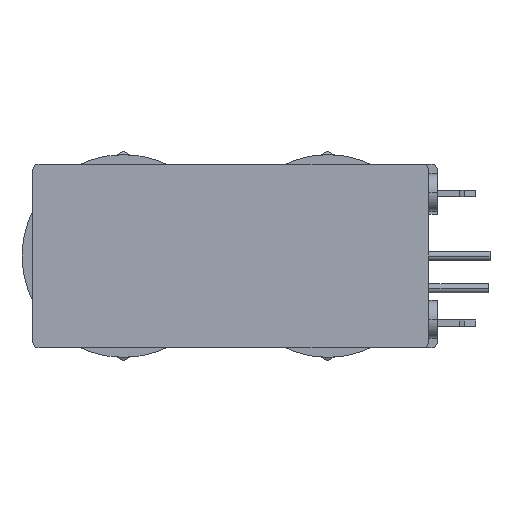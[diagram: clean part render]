
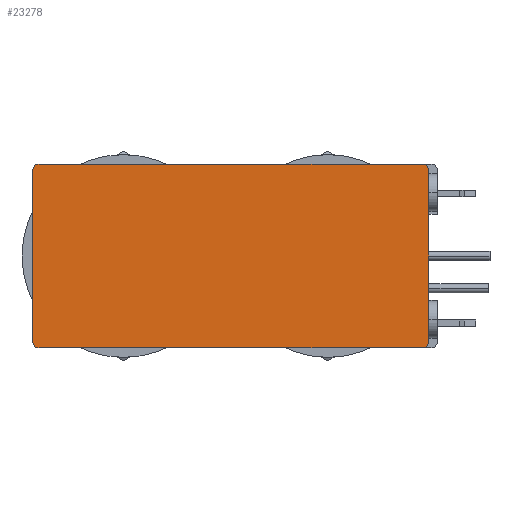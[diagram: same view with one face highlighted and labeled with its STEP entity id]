
A CAD part, left-side view. The second image highlights one B-rep face of the part: STEP entity #23278.
In plain terms, the highlighted planar face has unit normal (-1, 0, 0).
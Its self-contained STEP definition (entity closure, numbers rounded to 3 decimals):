
#5663=DIRECTION('',(0.,-1.,0.));
#5664=VECTOR('',#5663,2.438);
#5665=CARTESIAN_POINT('',(-0.635,-12.56,7.2));
#5666=LINE('',#5665,#5664);
#5667=CARTESIAN_POINT('',(-0.635,-14.999,6.692));
#5668=DIRECTION('',(1.,0.,0.));
#5669=DIRECTION('',(0.,0.,1.));
#5670=AXIS2_PLACEMENT_3D('',#5667,#5668,#5669);
#5672=DIRECTION('',(0.,0.,-1.));
#5673=VECTOR('',#5672,13.383);
#5674=CARTESIAN_POINT('',(-0.635,-15.507,6.692));
#5675=LINE('',#5674,#5673);
#5676=CARTESIAN_POINT('',(-0.635,-14.999,-6.692));
#5677=DIRECTION('',(1.,0.,0.));
#5678=DIRECTION('',(0.,-1.,0.));
#5679=AXIS2_PLACEMENT_3D('',#5676,#5677,#5678);
#5681=CARTESIAN_POINT('',(-0.635,14.999,-6.692));
#5682=DIRECTION('',(1.,0.,0.));
#5683=DIRECTION('',(0.,0.,-1.));
#5684=AXIS2_PLACEMENT_3D('',#5681,#5682,#5683);
#5686=DIRECTION('',(0.,0.,1.));
#5687=VECTOR('',#5686,13.383);
#5688=CARTESIAN_POINT('',(-0.635,15.507,-6.692));
#5689=LINE('',#5688,#5687);
#5690=CARTESIAN_POINT('',(-0.635,14.999,6.692));
#5691=DIRECTION('',(1.,0.,0.));
#5692=DIRECTION('',(0.,1.,0.));
#5693=AXIS2_PLACEMENT_3D('',#5690,#5691,#5692);
#5695=DIRECTION('',(0.,-1.,0.));
#5696=VECTOR('',#5695,2.845);
#5697=CARTESIAN_POINT('',(-0.635,14.999,7.2));
#5698=LINE('',#5697,#5696);
#5699=DIRECTION('',(0.,-1.,0.));
#5700=VECTOR('',#5699,24.714);
#5701=CARTESIAN_POINT('',(-0.635,12.154,7.2));
#5702=LINE('',#5701,#5700);
#5894=DIRECTION('',(0.,-1.,0.));
#5895=VECTOR('',#5894,2.438);
#5896=CARTESIAN_POINT('',(-0.635,-12.56,-7.2));
#5897=LINE('',#5896,#5895);
#5902=DIRECTION('',(0.,-1.,0.));
#5903=VECTOR('',#5902,2.845);
#5904=CARTESIAN_POINT('',(-0.635,14.999,-7.2));
#5905=LINE('',#5904,#5903);
#5910=DIRECTION('',(0.,-1.,0.));
#5911=VECTOR('',#5910,24.714);
#5912=CARTESIAN_POINT('',(-0.635,12.154,-7.2));
#5913=LINE('',#5912,#5911);
#14069=CARTESIAN_POINT('',(-0.635,14.999,7.2));
#14070=CARTESIAN_POINT('',(-0.635,12.154,7.2));
#14071=VERTEX_POINT('',#14069);
#14072=VERTEX_POINT('',#14070);
#14077=CARTESIAN_POINT('',(-0.635,-14.999,7.2));
#14078=VERTEX_POINT('',#14077);
#14079=CARTESIAN_POINT('',(-0.635,-12.56,7.2));
#14080=VERTEX_POINT('',#14079);
#14081=CARTESIAN_POINT('',(-0.635,-15.507,6.692));
#14082=VERTEX_POINT('',#14081);
#14083=CARTESIAN_POINT('',(-0.635,-15.507,-6.692));
#14084=VERTEX_POINT('',#14083);
#14085=CARTESIAN_POINT('',(-0.635,-14.999,-7.2));
#14086=VERTEX_POINT('',#14085);
#14087=CARTESIAN_POINT('',(-0.635,-12.56,-7.2));
#14088=VERTEX_POINT('',#14087);
#14089=CARTESIAN_POINT('',(-0.635,12.154,-7.2));
#14090=VERTEX_POINT('',#14089);
#14091=CARTESIAN_POINT('',(-0.635,14.999,-7.2));
#14092=VERTEX_POINT('',#14091);
#14093=CARTESIAN_POINT('',(-0.635,15.507,-6.692));
#14094=VERTEX_POINT('',#14093);
#14095=CARTESIAN_POINT('',(-0.635,15.507,6.692));
#14096=VERTEX_POINT('',#14095);
#23250=CARTESIAN_POINT('',(-0.635,0.318,0.));
#23251=DIRECTION('',(-1.,0.,0.));
#23252=DIRECTION('',(0.,-1.,0.));
#23253=AXIS2_PLACEMENT_3D('',#23250,#23251,#23252);
#23254=PLANE('',#23253);
#23255=ORIENTED_EDGE('',*,*,#23230,.T.);
#23257=ORIENTED_EDGE('',*,*,#23256,.T.);
#23259=ORIENTED_EDGE('',*,*,#23258,.T.);
#23261=ORIENTED_EDGE('',*,*,#23260,.T.);
#23263=ORIENTED_EDGE('',*,*,#23262,.F.);
#23265=ORIENTED_EDGE('',*,*,#23264,.F.);
#23267=ORIENTED_EDGE('',*,*,#23266,.F.);
#23269=ORIENTED_EDGE('',*,*,#23268,.T.);
#23271=ORIENTED_EDGE('',*,*,#23270,.T.);
#23273=ORIENTED_EDGE('',*,*,#23272,.T.);
#23274=ORIENTED_EDGE('',*,*,#23219,.T.);
#23275=ORIENTED_EDGE('',*,*,#23242,.T.);
#23276=EDGE_LOOP('',(#23255,#23257,#23259,#23261,#23263,#23265,#23267,#23269,
#23271,#23273,#23274,#23275));
#23277=FACE_OUTER_BOUND('',#23276,.F.);
#23278=ADVANCED_FACE('',(#23277),#23254,.T.);
#5671=CIRCLE('',#5670,0.508);
#5680=CIRCLE('',#5679,0.508);
#5685=CIRCLE('',#5684,0.508);
#5694=CIRCLE('',#5693,0.508);
#23219=EDGE_CURVE('',#14071,#14072,#5698,.T.);
#23230=EDGE_CURVE('',#14080,#14078,#5666,.T.);
#23242=EDGE_CURVE('',#14072,#14080,#5702,.T.);
#23256=EDGE_CURVE('',#14078,#14082,#5671,.T.);
#23258=EDGE_CURVE('',#14082,#14084,#5675,.T.);
#23260=EDGE_CURVE('',#14084,#14086,#5680,.T.);
#23262=EDGE_CURVE('',#14088,#14086,#5897,.T.);
#23264=EDGE_CURVE('',#14090,#14088,#5913,.T.);
#23266=EDGE_CURVE('',#14092,#14090,#5905,.T.);
#23268=EDGE_CURVE('',#14092,#14094,#5685,.T.);
#23270=EDGE_CURVE('',#14094,#14096,#5689,.T.);
#23272=EDGE_CURVE('',#14096,#14071,#5694,.T.);
